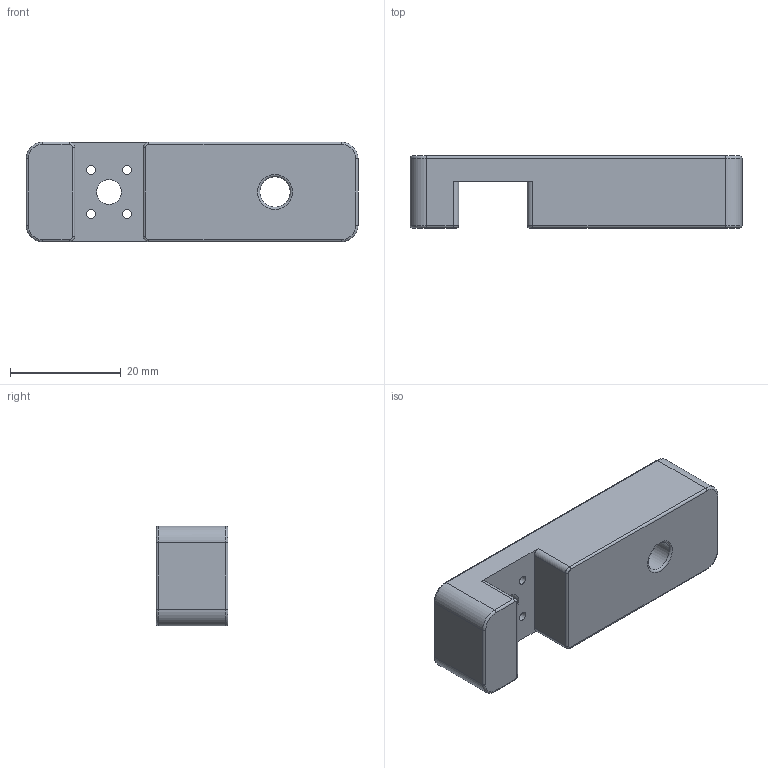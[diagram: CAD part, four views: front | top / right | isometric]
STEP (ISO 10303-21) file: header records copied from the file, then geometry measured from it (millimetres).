
FILE_DESCRIPTION(/* description */ (''),/* implementation_level */ '2;1');
FILE_NAME(/* name */ 'A-Y_Endstop_Block_Y_Max_MGN12_2-B.stp',/* time_stamp */ '2020-10-15T13:36:46-07:00',/* author */ (''),/* organization */ (''),/* preprocessor_version */ 'ST-DEVELOPER v18.1',/* originating_system */ 'Autodesk Translation Framework v9.3.0.1241',/* authorisation */ '');
FILE_SCHEMA (('AUTOMOTIVE_DESIGN { 1 0 10303 214 3 1 1 }'));
Length unit declared in the file: millimetre
Products named in the file (2): Endstop Block Y Max MGN12; Endstop Block MGN12
Assembly tree (1 placements, depth 2):
  Endstop Block Y Max MGN12
    Endstop Block MGN12
Bounding box: 60 x 13 x 18 mm (x, y, z)
Surface area: 8918.6 mm2
Topology: 2 solids, 2 shells, 116 faces, 278 edges, 168 vertices
Faces by surface type: cylinder 54, torus 38, plane 22, cone 2
Full cylindrical faces by diameter (mm): 1.6 x8, 4.5 x2, 5.5 x2, 10 x2
Entity records: 3530 total; most frequent: DIRECTION 690, CARTESIAN_POINT 565, ORIENTED_EDGE 556, AXIS2_PLACEMENT_3D 293, EDGE_CURVE 278, CIRCLE 174, VERTEX_POINT 168, EDGE_LOOP 142
